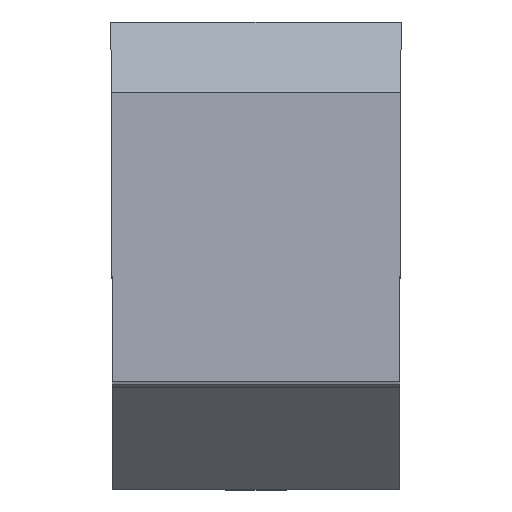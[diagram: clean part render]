
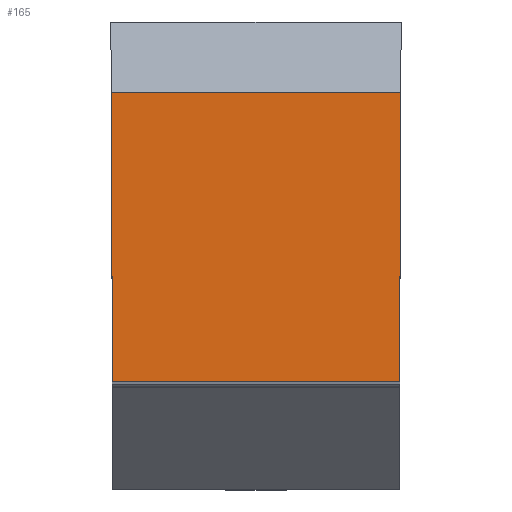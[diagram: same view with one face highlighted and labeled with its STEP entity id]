
A CAD part, top view. The second image highlights one B-rep face of the part: STEP entity #165.
In plain terms, the highlighted planar face has unit normal (0, 0, 1).
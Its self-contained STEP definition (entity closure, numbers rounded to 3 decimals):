
#165=ADVANCED_FACE('BLANK_BOXF006',(#243),#213,.T.);
#213=PLANE('',#1068);
#243=FACE_OUTER_BOUND('',#291,.T.);
#291=EDGE_LOOP('',(#365,#366,#367,#368));
#365=ORIENTED_EDGE('',*,*,#714,.F.);
#366=ORIENTED_EDGE('',*,*,#715,.F.);
#367=ORIENTED_EDGE('',*,*,#716,.T.);
#368=ORIENTED_EDGE('',*,*,#711,.T.);
#620=VERTEX_POINT('',#1435);
#621=VERTEX_POINT('',#1437);
#623=VERTEX_POINT('',#1443);
#624=VERTEX_POINT('',#1445);
#711=EDGE_CURVE('',#621,#620,#835,.T.);
#714=EDGE_CURVE('',#623,#620,#838,.T.);
#715=EDGE_CURVE('',#624,#623,#839,.T.);
#716=EDGE_CURVE('',#624,#621,#840,.T.);
#835=LINE('',#1436,#925);
#838=LINE('',#1442,#928);
#839=LINE('',#1444,#929);
#840=LINE('',#1446,#930);
#925=VECTOR('',#1155,1.);
#928=VECTOR('',#1160,1.);
#929=VECTOR('',#1161,1.);
#930=VECTOR('',#1162,1.);
#1068=AXIS2_PLACEMENT_3D('',#1447,#1163,#1164);
#1155=DIRECTION('',(0.004,-1.,0.));
#1160=DIRECTION('',(-1.,0.,0.));
#1161=DIRECTION('',(-0.004,-1.,0.));
#1162=DIRECTION('',(-1.,0.,0.));
#1163=DIRECTION('',(0.,0.,1.));
#1164=DIRECTION('',(-1.,0.,0.));
#1435=CARTESIAN_POINT('',(-39.676,0.,0.));
#1436=CARTESIAN_POINT('',(-40.112,99.897,0.));
#1437=CARTESIAN_POINT('',(-39.85,39.85,0.));
#1442=CARTESIAN_POINT('',(83.575,0.,0.));
#1443=CARTESIAN_POINT('',(-0.174,0.,0.));
#1444=CARTESIAN_POINT('',(0.262,99.897,0.));
#1445=CARTESIAN_POINT('',(0.,39.85,0.));
#1446=CARTESIAN_POINT('',(83.575,39.85,0.));
#1447=CARTESIAN_POINT('',(-16.425,100.,0.));
